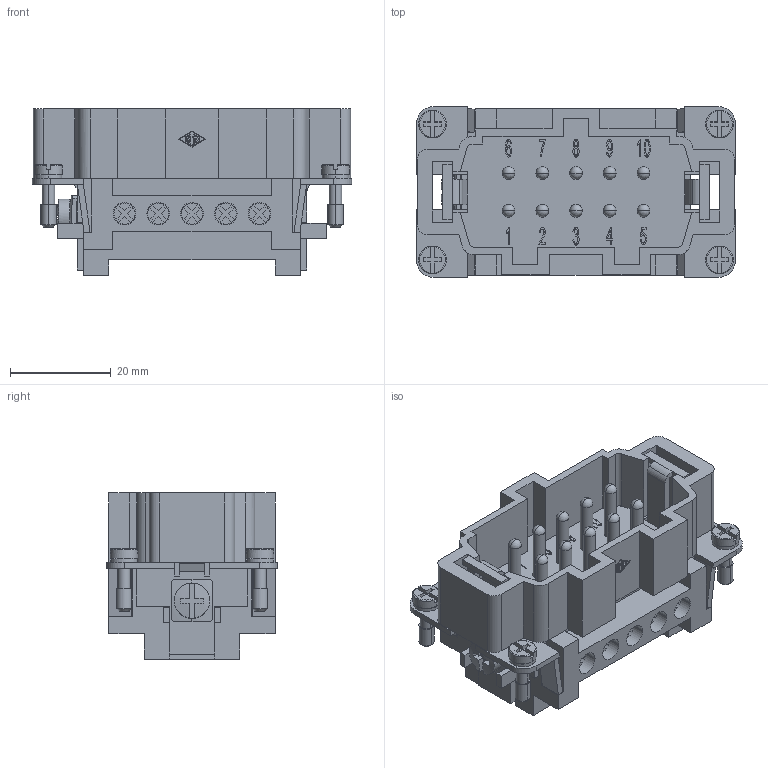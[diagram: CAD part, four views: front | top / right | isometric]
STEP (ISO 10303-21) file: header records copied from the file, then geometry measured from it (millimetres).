
FILE_DESCRIPTION(('Creo Elements/Direct Modeling STEP Export'),'2;1');
FILE_NAME('0lndrr03ru6qcon1032','2015-07-28T13:41:38',(''),(''),'Creo Elements/Direct Modeling STEP processor for AP214 (Solid Model)','Creo Elements/Direct Modeling 18.1F 24-Jul-2014 (C) Parametric Technology GmbH','');
FILE_SCHEMA(('AUTOMOTIVE_DESIGN { 1 0 10303 214 1 1 1 1 }'));
Length unit declared in the file: millimetre
Products named in the file (1): CNEM_10_RY
Bounding box: 63.4 x 34 x 33 mm (x, y, z)
Volume: 24760.2 mm3; surface area: 21994.2 mm2
Topology: 1 solids, 2 shells, 1235 faces, 3335 edges, 2173 vertices
Faces by surface type: plane 783, cylinder 216, bspline 186, sphere 26, torus 16, cone 8
Entity records: 39988 total; most frequent: CARTESIAN_POINT 9734, ORIENTED_EDGE 6634, DIRECTION 5638, EDGE_CURVE 3317, VECTOR 2300, LINE 2300, VERTEX_POINT 2173, AXIS2_PLACEMENT_3D 1669
